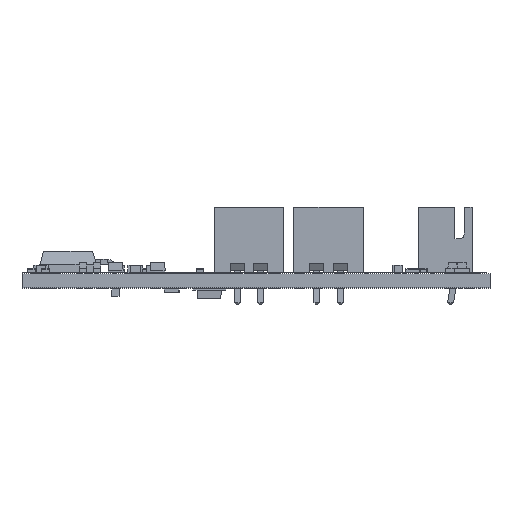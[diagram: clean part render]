
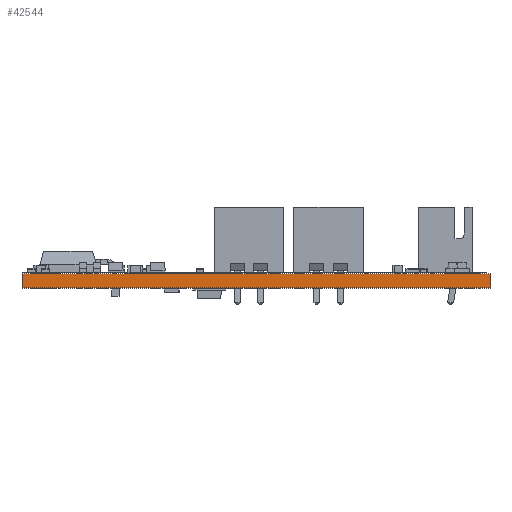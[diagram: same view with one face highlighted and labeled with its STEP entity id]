
A CAD part, front view. The second image highlights one B-rep face of the part: STEP entity #42544.
In plain terms, the highlighted planar face has unit normal (0, -1, 0).
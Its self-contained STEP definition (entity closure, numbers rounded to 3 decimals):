
#42544 = ADVANCED_FACE('',(#42545),#42579,.T.);
#42545 = FACE_BOUND('',#42546,.T.);
#42546 = EDGE_LOOP('',(#42547,#42557,#42565,#42573));
#42547 = ORIENTED_EDGE('',*,*,#42548,.T.);
#42548 = EDGE_CURVE('',#42549,#42551,#42553,.T.);
#42549 = VERTEX_POINT('',#42550);
#42550 = CARTESIAN_POINT('',(101.5,-145.,0.));
#42551 = VERTEX_POINT('',#42552);
#42552 = CARTESIAN_POINT('',(101.5,-145.,1.51));
#42553 = LINE('',#42554,#42555);
#42554 = CARTESIAN_POINT('',(101.5,-145.,0.));
#42555 = VECTOR('',#42556,1.);
#42556 = DIRECTION('',(0.,0.,1.));
#42557 = ORIENTED_EDGE('',*,*,#42558,.T.);
#42558 = EDGE_CURVE('',#42551,#42559,#42561,.T.);
#42559 = VERTEX_POINT('',#42560);
#42560 = CARTESIAN_POINT('',(51.5,-145.,1.51));
#42561 = LINE('',#42562,#42563);
#42562 = CARTESIAN_POINT('',(101.5,-145.,1.51));
#42563 = VECTOR('',#42564,1.);
#42564 = DIRECTION('',(-1.,0.,0.));
#42565 = ORIENTED_EDGE('',*,*,#42566,.F.);
#42566 = EDGE_CURVE('',#42567,#42559,#42569,.T.);
#42567 = VERTEX_POINT('',#42568);
#42568 = CARTESIAN_POINT('',(51.5,-145.,0.));
#42569 = LINE('',#42570,#42571);
#42570 = CARTESIAN_POINT('',(51.5,-145.,0.));
#42571 = VECTOR('',#42572,1.);
#42572 = DIRECTION('',(0.,0.,1.));
#42573 = ORIENTED_EDGE('',*,*,#42574,.F.);
#42574 = EDGE_CURVE('',#42549,#42567,#42575,.T.);
#42575 = LINE('',#42576,#42577);
#42576 = CARTESIAN_POINT('',(101.5,-145.,0.));
#42577 = VECTOR('',#42578,1.);
#42578 = DIRECTION('',(-1.,0.,0.));
#42579 = PLANE('',#42580);
#42580 = AXIS2_PLACEMENT_3D('',#42581,#42582,#42583);
#42581 = CARTESIAN_POINT('',(101.5,-145.,0.));
#42582 = DIRECTION('',(0.,-1.,0.));
#42583 = DIRECTION('',(-1.,0.,0.));
